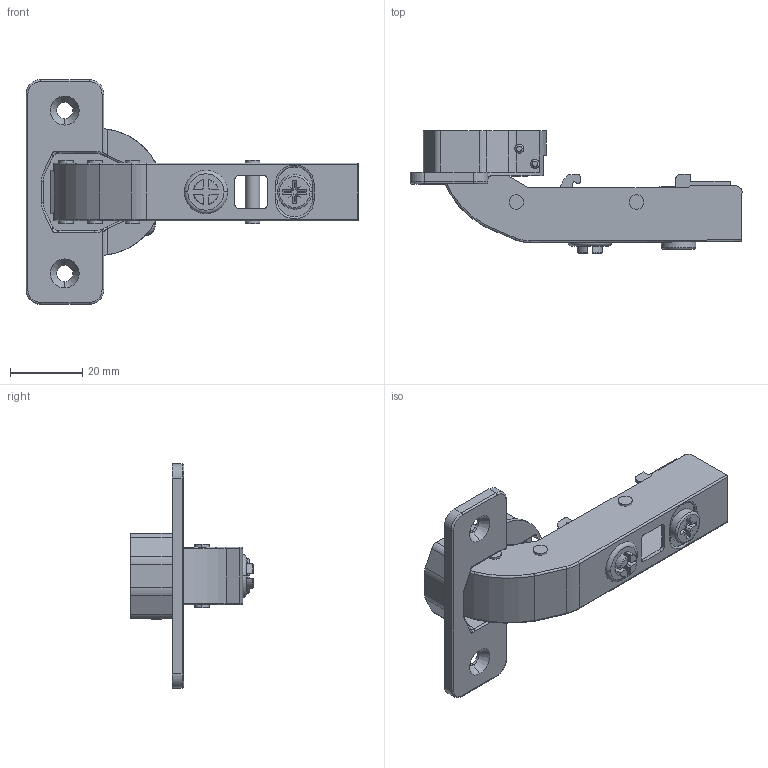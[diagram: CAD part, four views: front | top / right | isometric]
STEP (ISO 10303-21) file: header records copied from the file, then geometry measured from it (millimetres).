
FILE_DESCRIPTION (( 'STEP AP214' ), '1' );
FILE_NAME ('F000038,F000039-CLOSE_3D.step', '2022-06-06T12:50:17', ( '' ), ( '' ), 'SwSTEP 2.0', 'SolidWorks 2020', '' );
FILE_SCHEMA (( 'AUTOMOTIVE_DESIGN' ));
Length unit declared in the file: millimetre
Products named in the file (6): 鋀p; Spoj raminka miska; Vidlice; Miska; F000038,F000039-CLOSE_3D; Raminko 90 NC70
Assembly tree (8 placements, depth 2):
  F000038,F000039-CLOSE_3D
    Raminko 90 NC70
    Spoj raminka miska
    Miska
    Vidlice
    鋀p  x4
Bounding box: 91.71 x 33.9 x 62 mm (x, y, z)
Volume: 9680.9 mm3; surface area: 17686 mm2
Topology: 12 solids, 12 shells, 413 faces, 1095 edges, 705 vertices
Faces by surface type: plane 214, cylinder 144, torus 25, cone 16, bspline 11, sphere 3
Entity records: 13195 total; most frequent: CARTESIAN_POINT 2769, ORIENTED_EDGE 2146, DIRECTION 2108, EDGE_CURVE 1073, AXIS2_PLACEMENT_3D 719, VERTEX_POINT 693, VECTOR 670, LINE 670
